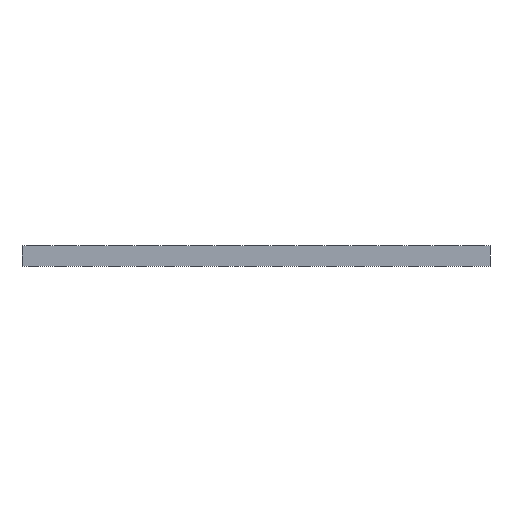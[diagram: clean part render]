
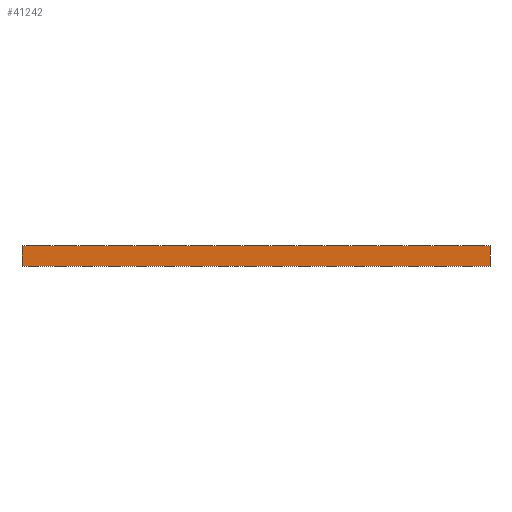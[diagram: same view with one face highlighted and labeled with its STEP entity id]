
A CAD part, left-side view. The second image highlights one B-rep face of the part: STEP entity #41242.
In plain terms, the highlighted planar face has unit normal (-1, 0, 0).
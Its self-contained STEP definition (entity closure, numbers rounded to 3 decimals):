
#7156=FACE_OUTER_BOUND('',#9202,.T.);
#9202=EDGE_LOOP('',(#36455,#36456,#36457,#36458));
#12950=LINE('',#73942,#16022);
#12951=LINE('',#73945,#16023);
#12952=LINE('',#73947,#16024);
#12953=LINE('',#73948,#16025);
#16022=VECTOR('',#58614,10.);
#16023=VECTOR('',#58617,10.);
#16024=VECTOR('',#58618,10.);
#16025=VECTOR('',#58619,10.);
#20112=VERTEX_POINT('',#73936);
#20114=VERTEX_POINT('',#73940);
#20115=VERTEX_POINT('',#73944);
#20116=VERTEX_POINT('',#73946);
#26242=EDGE_CURVE('',#20112,#20114,#12950,.T.);
#26243=EDGE_CURVE('',#20112,#20115,#12951,.T.);
#26244=EDGE_CURVE('',#20116,#20114,#12952,.T.);
#26245=EDGE_CURVE('',#20115,#20116,#12953,.T.);
#36455=ORIENTED_EDGE('',*,*,#26243,.F.);
#36456=ORIENTED_EDGE('',*,*,#26242,.T.);
#36457=ORIENTED_EDGE('',*,*,#26244,.F.);
#36458=ORIENTED_EDGE('',*,*,#26245,.F.);
#39196=PLANE('',#46022);
#41242=ADVANCED_FACE('',(#7156),#39196,.T.);
#46022=AXIS2_PLACEMENT_3D('',#73943,#58615,#58616);
#58614=DIRECTION('',(0.,0.,-1.));
#58615=DIRECTION('center_axis',(-1.,0.,0.));
#58616=DIRECTION('ref_axis',(0.,1.,0.));
#58617=DIRECTION('',(0.,-1.,0.));
#58618=DIRECTION('',(0.,1.,0.));
#58619=DIRECTION('',(0.,0.,-1.));
#73936=CARTESIAN_POINT('',(-6.5,262.5,0.));
#73940=CARTESIAN_POINT('',(-6.5,262.5,-12.));
#73942=CARTESIAN_POINT('',(-6.5,262.5,0.));
#73943=CARTESIAN_POINT('Origin',(-6.5,-13.,0.));
#73944=CARTESIAN_POINT('',(-6.5,-13.,0.));
#73945=CARTESIAN_POINT('',(-6.5,262.5,0.));
#73946=CARTESIAN_POINT('',(-6.5,-13.,-12.));
#73947=CARTESIAN_POINT('',(-6.5,262.5,-12.));
#73948=CARTESIAN_POINT('',(-6.5,-13.,0.));
